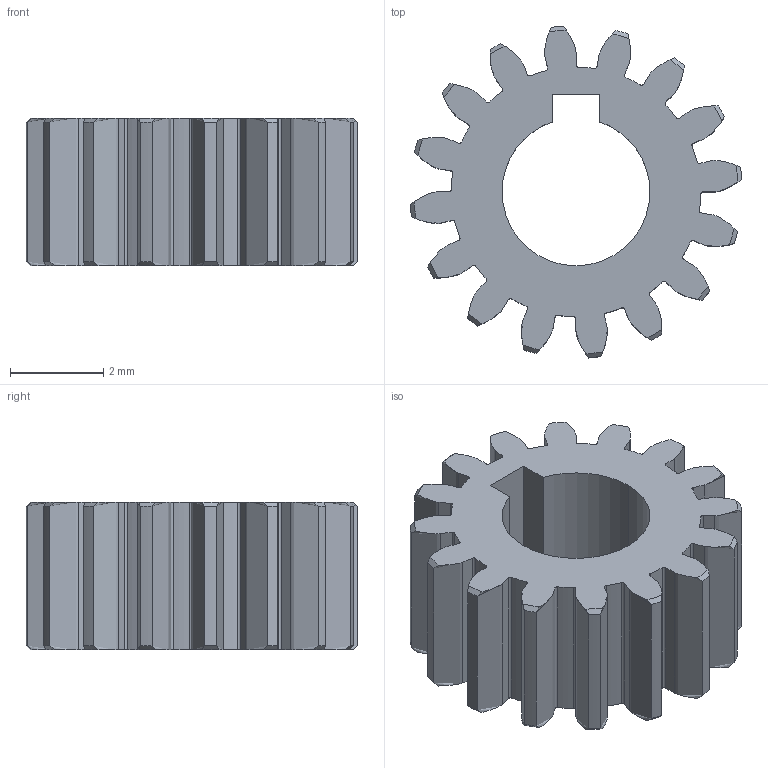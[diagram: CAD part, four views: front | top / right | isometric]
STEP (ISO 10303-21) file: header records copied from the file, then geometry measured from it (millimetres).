
FILE_DESCRIPTION (( 'STEP AP214' ), '1' );
FILE_NAME ('64DP-20PA-16T SPUR GEAR.STEP', '2021-08-15T10:42:46', ( '' ), ( '' ), 'SwSTEP 2.0', 'SolidWorks 2019', '' );
FILE_SCHEMA (( 'AUTOMOTIVE_DESIGN' ));
Length unit declared in the file: inch
Products named in the file (1): 64DP-20PA-16T SPUR GEAR
Bounding box: 7.12 x 7.12 x 3.17 mm (x, y, z)
Volume: 70.5 mm3; surface area: 209.7 mm2
Topology: 1 solids, 1 shells, 175 faces, 519 edges, 346 vertices
Faces by surface type: cylinder 74, plane 37, cone 32, bspline 32
Entity records: 8709 total; most frequent: CARTESIAN_POINT 4145, ORIENTED_EDGE 1038, DIRECTION 859, EDGE_CURVE 519, VERTEX_POINT 346, AXIS2_PLACEMENT_3D 324, LINE 211, VECTOR 211
